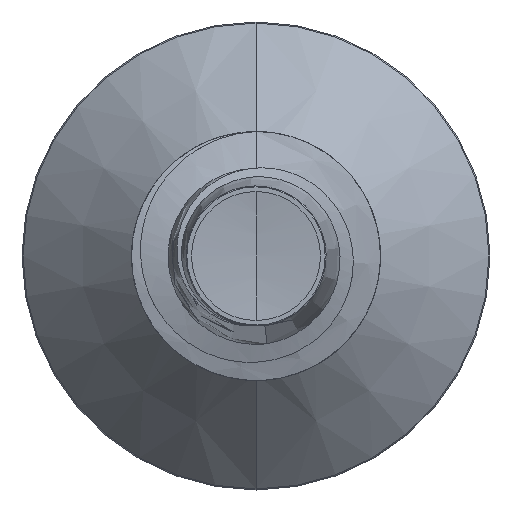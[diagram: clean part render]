
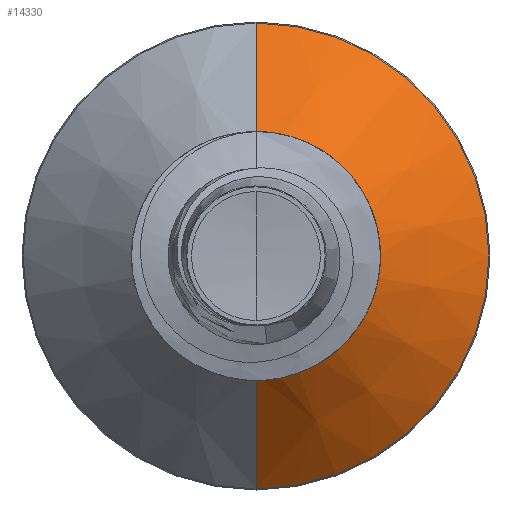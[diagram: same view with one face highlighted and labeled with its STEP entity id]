
A CAD part, front view. The second image highlights one B-rep face of the part: STEP entity #14330.
In plain terms, the highlighted conical face has half-angle 45 degrees and reference radius 1.189 mm.
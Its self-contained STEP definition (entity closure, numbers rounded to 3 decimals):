
#20 = DIRECTION ( 'NONE',  ( 0., 1., 0. ) ) ;
#82 = DIRECTION ( 'NONE',  ( 0., 0., 1. ) ) ;
#283 = EDGE_CURVE ( 'NONE', #6807, #15501, #9918, .T. ) ;
#418 = CARTESIAN_POINT ( 'NONE',  ( 0., 10.789, 0. ) ) ;
#1905 = ORIENTED_EDGE ( 'NONE', *, *, #21761, .T. ) ;
#4212 = DIRECTION ( 'NONE',  ( 0., 0., 1. ) ) ;
#4268 = DIRECTION ( 'NONE',  ( 0., 1., 0. ) ) ;
#4301 = CARTESIAN_POINT ( 'NONE',  ( 0., 10.789, 0. ) ) ;
#6807 = VERTEX_POINT ( 'NONE', #7004 ) ;
#6901 = EDGE_LOOP ( 'NONE', ( #16611, #1905, #25617, #14682 ) ) ;
#7004 = CARTESIAN_POINT ( 'NONE',  ( 0., 11.939, 2.339 ) ) ;
#7226 = VERTEX_POINT ( 'NONE', #17172 ) ;
#7348 = VECTOR ( 'NONE', #12252, 1000. ) ;
#7404 = LINE ( 'NONE', #12802, #7348 ) ;
#9205 = CONICAL_SURFACE ( 'NONE', #20972, 1.189, 0.785 ) ;
#9255 = CARTESIAN_POINT ( 'NONE',  ( 0., 10.789, -1.189 ) ) ;
#9383 = FACE_OUTER_BOUND ( 'NONE', #6901, .T. ) ;
#9918 = CIRCLE ( 'NONE', #18536, 2.339 ) ;
#10830 = AXIS2_PLACEMENT_3D ( 'NONE', #4301, #4268, #4212 ) ;
#12252 = DIRECTION ( 'NONE',  ( 0., 0.707, 0.707 ) ) ;
#12767 = VECTOR ( 'NONE', #24567, 1000. ) ;
#12802 = CARTESIAN_POINT ( 'NONE',  ( 0., 10.789, 1.189 ) ) ;
#14330 = ADVANCED_FACE ( 'NONE', ( #9383 ), #9205, .T. ) ;
#14682 = ORIENTED_EDGE ( 'NONE', *, *, #15629, .F. ) ;
#14746 = CARTESIAN_POINT ( 'NONE',  ( 0., 11.939, -2.339 ) ) ;
#15501 = VERTEX_POINT ( 'NONE', #14746 ) ;
#15629 = EDGE_CURVE ( 'NONE', #7226, #6807, #7404, .T. ) ;
#16611 = ORIENTED_EDGE ( 'NONE', *, *, #20259, .T. ) ;
#17172 = CARTESIAN_POINT ( 'NONE',  ( 0., 10.789, 1.189 ) ) ;
#17630 = LINE ( 'NONE', #9255, #12767 ) ;
#17674 = DIRECTION ( 'NONE',  ( 0., 0., 1. ) ) ;
#17689 = DIRECTION ( 'NONE',  ( 0., 1., 0. ) ) ;
#18536 = AXIS2_PLACEMENT_3D ( 'NONE', #18742, #17689, #17674 ) ;
#18742 = CARTESIAN_POINT ( 'NONE',  ( 0., 11.939, 0. ) ) ;
#20259 = EDGE_CURVE ( 'NONE', #7226, #20923, #22475, .T. ) ;
#20923 = VERTEX_POINT ( 'NONE', #23833 ) ;
#20972 = AXIS2_PLACEMENT_3D ( 'NONE', #418, #20, #82 ) ;
#21761 = EDGE_CURVE ( 'NONE', #20923, #15501, #17630, .T. ) ;
#22475 = CIRCLE ( 'NONE', #10830, 1.189 ) ;
#23833 = CARTESIAN_POINT ( 'NONE',  ( 0., 10.789, -1.189 ) ) ;
#24567 = DIRECTION ( 'NONE',  ( 0., 0.707, -0.707 ) ) ;
#25617 = ORIENTED_EDGE ( 'NONE', *, *, #283, .F. ) ;
